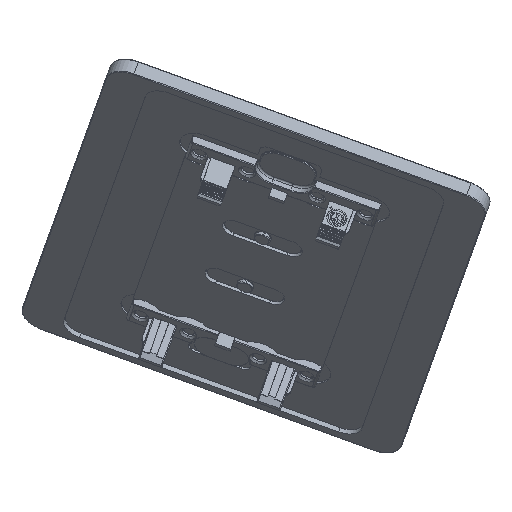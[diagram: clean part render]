
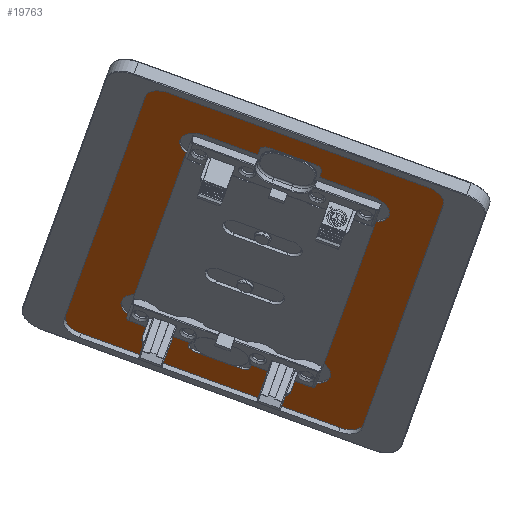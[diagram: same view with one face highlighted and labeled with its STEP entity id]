
A CAD part, left-side view. The second image highlights one B-rep face of the part: STEP entity #19763.
In plain terms, the highlighted face is planar.
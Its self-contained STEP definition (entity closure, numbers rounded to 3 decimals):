
#19292=CARTESIAN_POINT('Vertex',(33.34,-24.5,1.3)) ;
#19295=CARTESIAN_POINT('Line Origine',(0.,-24.5,1.3)) ;
#19299=CARTESIAN_POINT('Vertex',(-33.34,-24.5,1.3)) ;
#19406=CARTESIAN_POINT('Vertex',(57.5,-33.5,1.3)) ;
#19409=CARTESIAN_POINT('Line Origine',(57.5,0.,1.3)) ;
#19413=CARTESIAN_POINT('Vertex',(57.5,33.5,1.3)) ;
#19437=CARTESIAN_POINT('Vertex',(52.5,-38.5,1.3)) ;
#19440=CARTESIAN_POINT('Axis2P3D Location',(52.5,-33.5,1.3)) ;
#19461=CARTESIAN_POINT('Vertex',(-52.5,-38.5,1.3)) ;
#19464=CARTESIAN_POINT('Line Origine',(0.,-38.5,1.3)) ;
#19562=CARTESIAN_POINT('Axis2P3D Location',(0.,0.,1.3)) ;
#19567=CARTESIAN_POINT('Axis2P3D Location',(-52.5,33.5,1.3)) ;
#19571=CARTESIAN_POINT('Vertex',(-57.5,33.5,1.3)) ;
#19573=CARTESIAN_POINT('Vertex',(-52.5,38.5,1.3)) ;
#19576=CARTESIAN_POINT('Line Origine',(0.,38.5,1.3)) ;
#19580=CARTESIAN_POINT('Vertex',(52.5,38.5,1.3)) ;
#19583=CARTESIAN_POINT('Axis2P3D Location',(52.5,33.5,1.3)) ;
#19588=CARTESIAN_POINT('Axis2P3D Location',(-52.5,-33.5,1.3)) ;
#19592=CARTESIAN_POINT('Vertex',(-57.5,-33.5,1.3)) ;
#19595=CARTESIAN_POINT('Line Origine',(-57.5,0.,1.3)) ;
#19610=CARTESIAN_POINT('Axis2P3D Location',(37.95,-21.5,1.3)) ;
#19614=CARTESIAN_POINT('Vertex',(43.45,-21.5,1.3)) ;
#19617=CARTESIAN_POINT('Line Origine',(43.45,-14.75,1.3)) ;
#19621=CARTESIAN_POINT('Vertex',(43.45,-8.,1.3)) ;
#19624=CARTESIAN_POINT('Line Origine',(44.7,-8.,1.3)) ;
#19628=CARTESIAN_POINT('Vertex',(45.95,-8.,1.3)) ;
#19631=CARTESIAN_POINT('Axis2P3D Location',(45.95,-6.,1.3)) ;
#19635=CARTESIAN_POINT('Vertex',(47.95,-6.,1.3)) ;
#19638=CARTESIAN_POINT('Line Origine',(47.95,0.,1.3)) ;
#19642=CARTESIAN_POINT('Vertex',(47.95,6.,1.3)) ;
#19645=CARTESIAN_POINT('Axis2P3D Location',(45.95,6.,1.3)) ;
#19649=CARTESIAN_POINT('Vertex',(45.95,8.,1.3)) ;
#19652=CARTESIAN_POINT('Line Origine',(44.7,8.,1.3)) ;
#19656=CARTESIAN_POINT('Vertex',(43.45,8.,1.3)) ;
#19659=CARTESIAN_POINT('Line Origine',(43.45,14.75,1.3)) ;
#19663=CARTESIAN_POINT('Vertex',(43.45,21.5,1.3)) ;
#19666=CARTESIAN_POINT('Axis2P3D Location',(37.95,21.5,1.3)) ;
#19670=CARTESIAN_POINT('Vertex',(33.34,24.5,1.3)) ;
#19673=CARTESIAN_POINT('Line Origine',(0.,24.5,1.3)) ;
#19677=CARTESIAN_POINT('Vertex',(-33.34,24.5,1.3)) ;
#19680=CARTESIAN_POINT('Axis2P3D Location',(-37.95,21.5,1.3)) ;
#19684=CARTESIAN_POINT('Vertex',(-43.45,21.5,1.3)) ;
#19687=CARTESIAN_POINT('Line Origine',(-43.45,14.75,1.3)) ;
#19691=CARTESIAN_POINT('Vertex',(-43.45,8.,1.3)) ;
#19694=CARTESIAN_POINT('Line Origine',(-44.7,8.,1.3)) ;
#19698=CARTESIAN_POINT('Vertex',(-45.95,8.,1.3)) ;
#19701=CARTESIAN_POINT('Axis2P3D Location',(-45.95,6.,1.3)) ;
#19705=CARTESIAN_POINT('Vertex',(-47.95,6.,1.3)) ;
#19708=CARTESIAN_POINT('Line Origine',(-47.95,0.,1.3)) ;
#19712=CARTESIAN_POINT('Vertex',(-47.95,-6.,1.3)) ;
#19715=CARTESIAN_POINT('Axis2P3D Location',(-45.95,-6.,1.3)) ;
#19719=CARTESIAN_POINT('Vertex',(-45.95,-8.,1.3)) ;
#19722=CARTESIAN_POINT('Line Origine',(-44.7,-8.,1.3)) ;
#19726=CARTESIAN_POINT('Vertex',(-43.45,-8.,1.3)) ;
#19729=CARTESIAN_POINT('Line Origine',(-43.45,-14.75,1.3)) ;
#19733=CARTESIAN_POINT('Vertex',(-43.45,-21.5,1.3)) ;
#19736=CARTESIAN_POINT('Axis2P3D Location',(-37.95,-21.5,1.3)) ;
#19296=DIRECTION('Vector Direction',(1.,0.,0.)) ;
#19410=DIRECTION('Vector Direction',(0.,1.,0.)) ;
#19441=DIRECTION('Axis2P3D Direction',(0.,0.,-1.)) ;
#19465=DIRECTION('Vector Direction',(1.,0.,0.)) ;
#19563=DIRECTION('Axis2P3D Direction',(0.,0.,-1.)) ;
#19564=DIRECTION('Axis2P3D XDirection',(1.,0.,0.)) ;
#19568=DIRECTION('Axis2P3D Direction',(0.,0.,-1.)) ;
#19577=DIRECTION('Vector Direction',(1.,0.,0.)) ;
#19584=DIRECTION('Axis2P3D Direction',(0.,0.,-1.)) ;
#19589=DIRECTION('Axis2P3D Direction',(0.,0.,-1.)) ;
#19596=DIRECTION('Vector Direction',(0.,1.,0.)) ;
#19611=DIRECTION('Axis2P3D Direction',(0.,0.,-1.)) ;
#19618=DIRECTION('Vector Direction',(0.,-1.,0.)) ;
#19625=DIRECTION('Vector Direction',(1.,0.,0.)) ;
#19632=DIRECTION('Axis2P3D Direction',(0.,0.,-1.)) ;
#19639=DIRECTION('Vector Direction',(0.,-1.,0.)) ;
#19646=DIRECTION('Axis2P3D Direction',(0.,0.,-1.)) ;
#19653=DIRECTION('Vector Direction',(1.,0.,0.)) ;
#19660=DIRECTION('Vector Direction',(0.,-1.,0.)) ;
#19667=DIRECTION('Axis2P3D Direction',(0.,0.,-1.)) ;
#19674=DIRECTION('Vector Direction',(1.,0.,0.)) ;
#19681=DIRECTION('Axis2P3D Direction',(0.,0.,-1.)) ;
#19688=DIRECTION('Vector Direction',(0.,-1.,0.)) ;
#19695=DIRECTION('Vector Direction',(1.,0.,0.)) ;
#19702=DIRECTION('Axis2P3D Direction',(0.,0.,-1.)) ;
#19709=DIRECTION('Vector Direction',(0.,-1.,0.)) ;
#19716=DIRECTION('Axis2P3D Direction',(0.,0.,-1.)) ;
#19723=DIRECTION('Vector Direction',(1.,0.,0.)) ;
#19730=DIRECTION('Vector Direction',(0.,-1.,0.)) ;
#19737=DIRECTION('Axis2P3D Direction',(0.,0.,-1.)) ;
#19442=AXIS2_PLACEMENT_3D('Circle Axis2P3D',#19440,#19441,$) ;
#19565=AXIS2_PLACEMENT_3D('Plane Axis2P3D',#19562,#19563,#19564) ;
#19569=AXIS2_PLACEMENT_3D('Circle Axis2P3D',#19567,#19568,$) ;
#19585=AXIS2_PLACEMENT_3D('Circle Axis2P3D',#19583,#19584,$) ;
#19590=AXIS2_PLACEMENT_3D('Circle Axis2P3D',#19588,#19589,$) ;
#19612=AXIS2_PLACEMENT_3D('Circle Axis2P3D',#19610,#19611,$) ;
#19633=AXIS2_PLACEMENT_3D('Circle Axis2P3D',#19631,#19632,$) ;
#19647=AXIS2_PLACEMENT_3D('Circle Axis2P3D',#19645,#19646,$) ;
#19668=AXIS2_PLACEMENT_3D('Circle Axis2P3D',#19666,#19667,$) ;
#19682=AXIS2_PLACEMENT_3D('Circle Axis2P3D',#19680,#19681,$) ;
#19703=AXIS2_PLACEMENT_3D('Circle Axis2P3D',#19701,#19702,$) ;
#19717=AXIS2_PLACEMENT_3D('Circle Axis2P3D',#19715,#19716,$) ;
#19738=AXIS2_PLACEMENT_3D('Circle Axis2P3D',#19736,#19737,$) ;
#19601=ORIENTED_EDGE('',*,*,#19575,.T.) ;
#19602=ORIENTED_EDGE('',*,*,#19582,.T.) ;
#19603=ORIENTED_EDGE('',*,*,#19587,.F.) ;
#19604=ORIENTED_EDGE('',*,*,#19415,.F.) ;
#19605=ORIENTED_EDGE('',*,*,#19444,.T.) ;
#19606=ORIENTED_EDGE('',*,*,#19468,.F.) ;
#19607=ORIENTED_EDGE('',*,*,#19594,.F.) ;
#19608=ORIENTED_EDGE('',*,*,#19599,.T.) ;
#19742=ORIENTED_EDGE('',*,*,#19301,.F.) ;
#19743=ORIENTED_EDGE('',*,*,#19616,.F.) ;
#19744=ORIENTED_EDGE('',*,*,#19623,.F.) ;
#19745=ORIENTED_EDGE('',*,*,#19630,.T.) ;
#19746=ORIENTED_EDGE('',*,*,#19637,.F.) ;
#19747=ORIENTED_EDGE('',*,*,#19644,.F.) ;
#19748=ORIENTED_EDGE('',*,*,#19651,.F.) ;
#19749=ORIENTED_EDGE('',*,*,#19658,.F.) ;
#19750=ORIENTED_EDGE('',*,*,#19665,.F.) ;
#19751=ORIENTED_EDGE('',*,*,#19672,.F.) ;
#19752=ORIENTED_EDGE('',*,*,#19679,.T.) ;
#19753=ORIENTED_EDGE('',*,*,#19686,.F.) ;
#19754=ORIENTED_EDGE('',*,*,#19693,.T.) ;
#19755=ORIENTED_EDGE('',*,*,#19700,.F.) ;
#19756=ORIENTED_EDGE('',*,*,#19707,.F.) ;
#19757=ORIENTED_EDGE('',*,*,#19714,.T.) ;
#19758=ORIENTED_EDGE('',*,*,#19721,.F.) ;
#19759=ORIENTED_EDGE('',*,*,#19728,.T.) ;
#19760=ORIENTED_EDGE('',*,*,#19735,.T.) ;
#19761=ORIENTED_EDGE('',*,*,#19740,.F.) ;
#19762=FACE_BOUND('',#19741,.T.) ;
#19297=VECTOR('Line Direction',#19296,1.) ;
#19411=VECTOR('Line Direction',#19410,1.) ;
#19466=VECTOR('Line Direction',#19465,1.) ;
#19578=VECTOR('Line Direction',#19577,1.) ;
#19597=VECTOR('Line Direction',#19596,1.) ;
#19619=VECTOR('Line Direction',#19618,1.) ;
#19626=VECTOR('Line Direction',#19625,1.) ;
#19640=VECTOR('Line Direction',#19639,1.) ;
#19654=VECTOR('Line Direction',#19653,1.) ;
#19661=VECTOR('Line Direction',#19660,1.) ;
#19675=VECTOR('Line Direction',#19674,1.) ;
#19689=VECTOR('Line Direction',#19688,1.) ;
#19696=VECTOR('Line Direction',#19695,1.) ;
#19710=VECTOR('Line Direction',#19709,1.) ;
#19724=VECTOR('Line Direction',#19723,1.) ;
#19731=VECTOR('Line Direction',#19730,1.) ;
#19763=ADVANCED_FACE('placca CORIAN',(#19609,#19762),#19566,.T.) ;
#19443=CIRCLE('generated circle',#19442,5.) ;
#19570=CIRCLE('generated circle',#19569,5.) ;
#19586=CIRCLE('generated circle',#19585,5.) ;
#19591=CIRCLE('generated circle',#19590,5.) ;
#19613=CIRCLE('generated circle',#19612,5.5) ;
#19634=CIRCLE('generated circle',#19633,2.) ;
#19648=CIRCLE('generated circle',#19647,2.) ;
#19669=CIRCLE('generated circle',#19668,5.5) ;
#19683=CIRCLE('generated circle',#19682,5.5) ;
#19704=CIRCLE('generated circle',#19703,2.) ;
#19718=CIRCLE('generated circle',#19717,2.) ;
#19739=CIRCLE('generated circle',#19738,5.5) ;
#19301=EDGE_CURVE('',#19293,#19300,#19298,.F.) ;
#19415=EDGE_CURVE('',#19407,#19414,#19412,.T.) ;
#19444=EDGE_CURVE('',#19407,#19438,#19443,.T.) ;
#19468=EDGE_CURVE('',#19462,#19438,#19467,.T.) ;
#19575=EDGE_CURVE('',#19572,#19574,#19570,.T.) ;
#19582=EDGE_CURVE('',#19574,#19581,#19579,.T.) ;
#19587=EDGE_CURVE('',#19414,#19581,#19586,.F.) ;
#19594=EDGE_CURVE('',#19593,#19462,#19591,.F.) ;
#19599=EDGE_CURVE('',#19593,#19572,#19598,.T.) ;
#19616=EDGE_CURVE('',#19615,#19293,#19613,.T.) ;
#19623=EDGE_CURVE('',#19622,#19615,#19620,.T.) ;
#19630=EDGE_CURVE('',#19622,#19629,#19627,.T.) ;
#19637=EDGE_CURVE('',#19636,#19629,#19634,.T.) ;
#19644=EDGE_CURVE('',#19643,#19636,#19641,.T.) ;
#19651=EDGE_CURVE('',#19650,#19643,#19648,.T.) ;
#19658=EDGE_CURVE('',#19657,#19650,#19655,.T.) ;
#19665=EDGE_CURVE('',#19664,#19657,#19662,.T.) ;
#19672=EDGE_CURVE('',#19671,#19664,#19669,.T.) ;
#19679=EDGE_CURVE('',#19671,#19678,#19676,.F.) ;
#19686=EDGE_CURVE('',#19685,#19678,#19683,.T.) ;
#19693=EDGE_CURVE('',#19685,#19692,#19690,.T.) ;
#19700=EDGE_CURVE('',#19699,#19692,#19697,.T.) ;
#19707=EDGE_CURVE('',#19706,#19699,#19704,.T.) ;
#19714=EDGE_CURVE('',#19706,#19713,#19711,.T.) ;
#19721=EDGE_CURVE('',#19720,#19713,#19718,.T.) ;
#19728=EDGE_CURVE('',#19720,#19727,#19725,.T.) ;
#19735=EDGE_CURVE('',#19727,#19734,#19732,.T.) ;
#19740=EDGE_CURVE('',#19300,#19734,#19739,.T.) ;
#19600=EDGE_LOOP('',(#19601,#19602,#19603,#19604,#19605,#19606,#19607,#19608)) ;
#19741=EDGE_LOOP('',(#19742,#19743,#19744,#19745,#19746,#19747,#19748,#19749,#19750,#19751,#19752,#19753,#19754,#19755,#19756,#19757,#19758,#19759,#19760,#19761)) ;
#19609=FACE_OUTER_BOUND('',#19600,.T.) ;
#19298=LINE('Line',#19295,#19297) ;
#19412=LINE('Line',#19409,#19411) ;
#19467=LINE('Line',#19464,#19466) ;
#19579=LINE('Line',#19576,#19578) ;
#19598=LINE('Line',#19595,#19597) ;
#19620=LINE('Line',#19617,#19619) ;
#19627=LINE('Line',#19624,#19626) ;
#19641=LINE('Line',#19638,#19640) ;
#19655=LINE('Line',#19652,#19654) ;
#19662=LINE('Line',#19659,#19661) ;
#19676=LINE('Line',#19673,#19675) ;
#19690=LINE('Line',#19687,#19689) ;
#19697=LINE('Line',#19694,#19696) ;
#19711=LINE('Line',#19708,#19710) ;
#19725=LINE('Line',#19722,#19724) ;
#19732=LINE('Line',#19729,#19731) ;
#19566=PLANE('',#19565) ;
#19293=VERTEX_POINT('',#19292) ;
#19300=VERTEX_POINT('',#19299) ;
#19407=VERTEX_POINT('',#19406) ;
#19414=VERTEX_POINT('',#19413) ;
#19438=VERTEX_POINT('',#19437) ;
#19462=VERTEX_POINT('',#19461) ;
#19572=VERTEX_POINT('',#19571) ;
#19574=VERTEX_POINT('',#19573) ;
#19581=VERTEX_POINT('',#19580) ;
#19593=VERTEX_POINT('',#19592) ;
#19615=VERTEX_POINT('',#19614) ;
#19622=VERTEX_POINT('',#19621) ;
#19629=VERTEX_POINT('',#19628) ;
#19636=VERTEX_POINT('',#19635) ;
#19643=VERTEX_POINT('',#19642) ;
#19650=VERTEX_POINT('',#19649) ;
#19657=VERTEX_POINT('',#19656) ;
#19664=VERTEX_POINT('',#19663) ;
#19671=VERTEX_POINT('',#19670) ;
#19678=VERTEX_POINT('',#19677) ;
#19685=VERTEX_POINT('',#19684) ;
#19692=VERTEX_POINT('',#19691) ;
#19699=VERTEX_POINT('',#19698) ;
#19706=VERTEX_POINT('',#19705) ;
#19713=VERTEX_POINT('',#19712) ;
#19720=VERTEX_POINT('',#19719) ;
#19727=VERTEX_POINT('',#19726) ;
#19734=VERTEX_POINT('',#19733) ;
